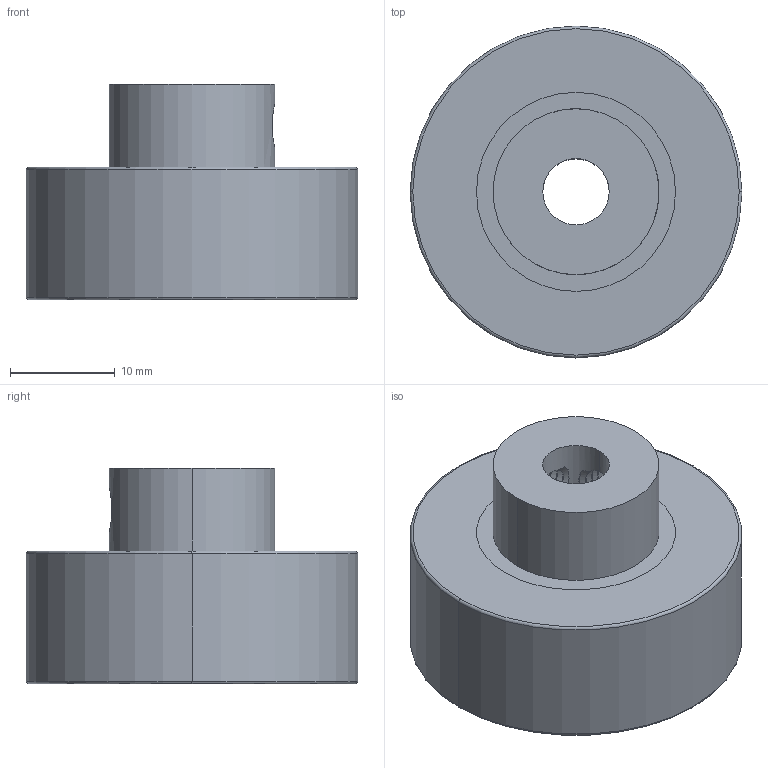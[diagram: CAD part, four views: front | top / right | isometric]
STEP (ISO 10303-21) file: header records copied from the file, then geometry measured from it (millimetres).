
FILE_DESCRIPTION (( 'STEP AP203' ), '1' );
FILE_NAME ('60885K46.step', '2015-10-14T13:05:36', ( '' ), ( '' ), 'SwSTEP 2.0', 'SolidWorks 2010', '' );
FILE_SCHEMA (( 'CONFIG_CONTROL_DESIGN' ));
Length unit declared in the file: inch
Products named in the file (1): 60885K46
Bounding box: 31.75 x 31.75 x 20.64 mm (x, y, z)
Volume: 10865.5 mm3; surface area: 5238.5 mm2
Topology: 2 solids, 2 shells, 67 faces, 184 edges, 120 vertices
Faces by surface type: cylinder 38, bspline 14, cone 6, plane 5, torus 4
Entity records: 7675 total; most frequent: CARTESIAN_POINT 6202, ORIENTED_EDGE 368, DIRECTION 206, EDGE_CURVE 184, VERTEX_POINT 120, AXIS2_PLACEMENT_3D 84, EDGE_LOOP 74, ADVANCED_FACE 67
